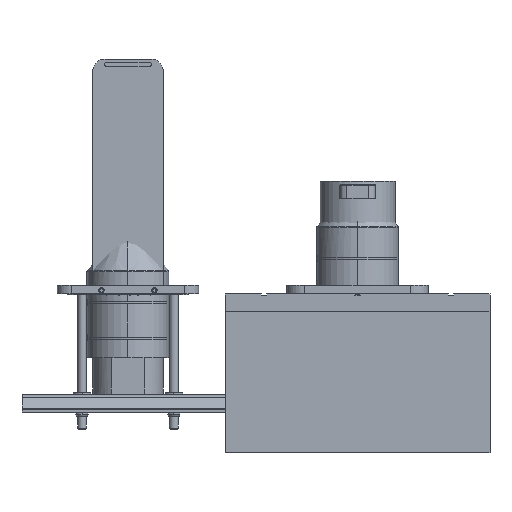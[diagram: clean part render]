
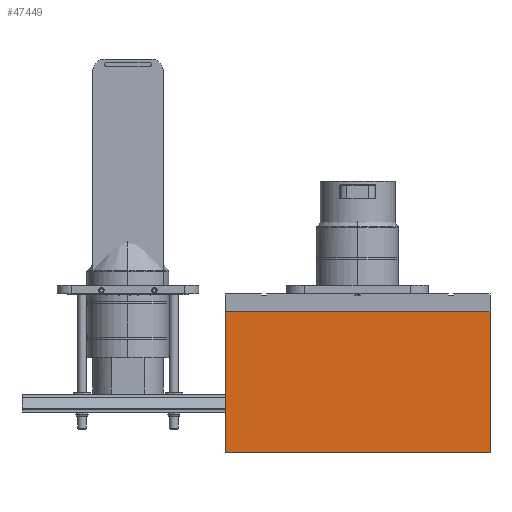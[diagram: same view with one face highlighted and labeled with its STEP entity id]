
A CAD part, front view. The second image highlights one B-rep face of the part: STEP entity #47449.
In plain terms, the highlighted planar face has unit normal (0, -1, 0).
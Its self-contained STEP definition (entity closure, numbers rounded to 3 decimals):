
#533 = FACE_OUTER_BOUND ( 'NONE', #67547, .T. ) ;
#3988 = LINE ( 'NONE', #11818, #69167 ) ;
#5315 = ORIENTED_EDGE ( 'NONE', *, *, #45504, .T. ) ;
#11818 = CARTESIAN_POINT ( 'NONE',  ( 75., -75., 0. ) ) ;
#12182 = CARTESIAN_POINT ( 'NONE',  ( 75., -75., 80. ) ) ;
#26841 = DIRECTION ( 'NONE',  ( 0., -1., 0. ) ) ;
#27143 = DIRECTION ( 'NONE',  ( 0., 0., -1. ) ) ;
#29902 = ORIENTED_EDGE ( 'NONE', *, *, #53836, .T. ) ;
#34436 = CARTESIAN_POINT ( 'NONE',  ( -75., -75., 0. ) ) ;
#36747 = AXIS2_PLACEMENT_3D ( 'NONE', #40950, #26841, #27143 ) ;
#37602 = CARTESIAN_POINT ( 'NONE',  ( -75., -75., 80. ) ) ;
#37756 = VERTEX_POINT ( 'NONE', #34436 ) ;
#37766 = LINE ( 'NONE', #63443, #45280 ) ;
#39796 = VERTEX_POINT ( 'NONE', #54173 ) ;
#40950 = CARTESIAN_POINT ( 'NONE',  ( -75., -75., 0. ) ) ;
#44841 = DIRECTION ( 'NONE',  ( -1., 0., 0. ) ) ;
#45169 = VERTEX_POINT ( 'NONE', #12182 ) ;
#45280 = VECTOR ( 'NONE', #50081, 1000. ) ;
#45504 = EDGE_CURVE ( 'NONE', #45169, #39796, #84291, .T. ) ;
#47449 = ADVANCED_FACE ( 'NONE', ( #533 ), #74288, .T. ) ;
#50081 = DIRECTION ( 'NONE',  ( 1., 0., 0. ) ) ;
#50166 = VECTOR ( 'NONE', #44841, 1000. ) ;
#53426 = CARTESIAN_POINT ( 'NONE',  ( 75., -75., 0. ) ) ;
#53836 = EDGE_CURVE ( 'NONE', #39796, #37756, #83806, .T. ) ;
#54173 = CARTESIAN_POINT ( 'NONE',  ( -75., -75., 80. ) ) ;
#56679 = ORIENTED_EDGE ( 'NONE', *, *, #65282, .T. ) ;
#62163 = EDGE_CURVE ( 'NONE', #81079, #45169, #3988, .T. ) ;
#63443 = CARTESIAN_POINT ( 'NONE',  ( -75., -75., 0. ) ) ;
#65282 = EDGE_CURVE ( 'NONE', #37756, #81079, #37766, .T. ) ;
#67547 = EDGE_LOOP ( 'NONE', ( #29902, #56679, #69001, #5315 ) ) ;
#67761 = VECTOR ( 'NONE', #74727, 1000. ) ;
#68169 = CARTESIAN_POINT ( 'NONE',  ( -75., -75., 0. ) ) ;
#69001 = ORIENTED_EDGE ( 'NONE', *, *, #62163, .T. ) ;
#69167 = VECTOR ( 'NONE', #87104, 1000. ) ;
#74288 = PLANE ( 'NONE',  #36747 ) ;
#74727 = DIRECTION ( 'NONE',  ( 0., 0., -1. ) ) ;
#81079 = VERTEX_POINT ( 'NONE', #53426 ) ;
#83806 = LINE ( 'NONE', #68169, #67761 ) ;
#84291 = LINE ( 'NONE', #37602, #50166 ) ;
#87104 = DIRECTION ( 'NONE',  ( 0., 0., 1. ) ) ;
